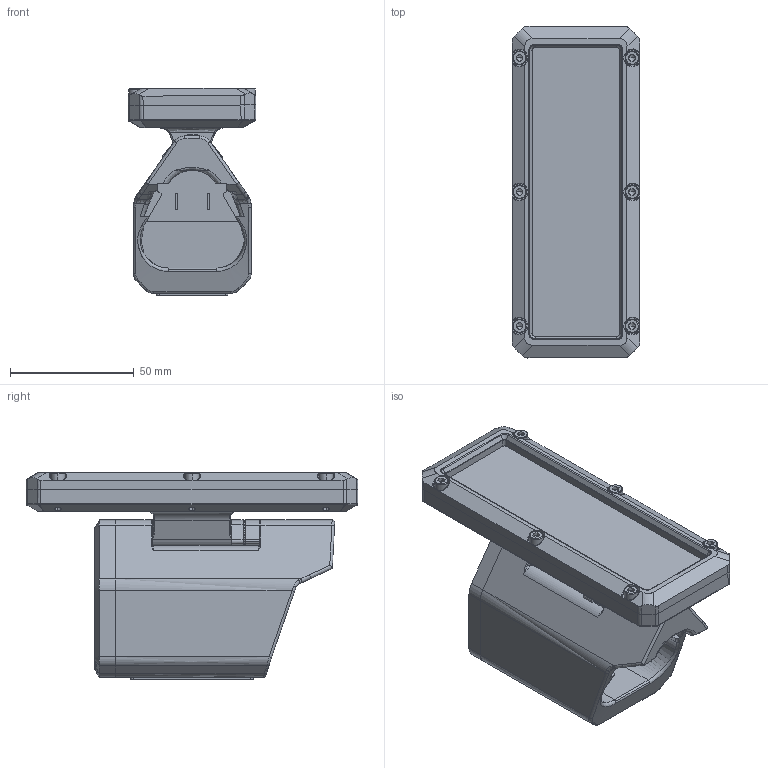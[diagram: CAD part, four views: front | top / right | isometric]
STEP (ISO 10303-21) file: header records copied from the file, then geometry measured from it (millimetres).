
FILE_DESCRIPTION(('FreeCAD Model'),'2;1');
FILE_NAME('Open CASCADE Shape Model','2025-05-04T17:19:03',('FreeCAD'),( 'FreeCAD'),'Open CASCADE STEP processor 7.6','FreeCAD','Unknown');
FILE_SCHEMA(('AUTOMOTIVE_DESIGN { 1 0 10303 214 1 1 1 1 }'));
Length unit declared in the file: millimetre
Products named in the file (1): Open CASCADE STEP translator 7.6 1
Bounding box: 51.63 x 134.09 x 83.94 mm (x, y, z)
Volume: 166372.9 mm3; surface area: 86651.7 mm2
Topology: 20 solids, 20 shells, 994 faces, 2441 edges, 1472 vertices
Faces by surface type: bspline 994
Entity records: 32148 total; most frequent: CARTESIAN_POINT 18445, ORIENTED_EDGE 4786, EDGE_CURVE 2393, VERTEX_POINT 1472, B_SPLINE_CURVE_WITH_KNOTS 1421, FACE_BOUND 1081, EDGE_LOOP 1081, ADVANCED_FACE 994
